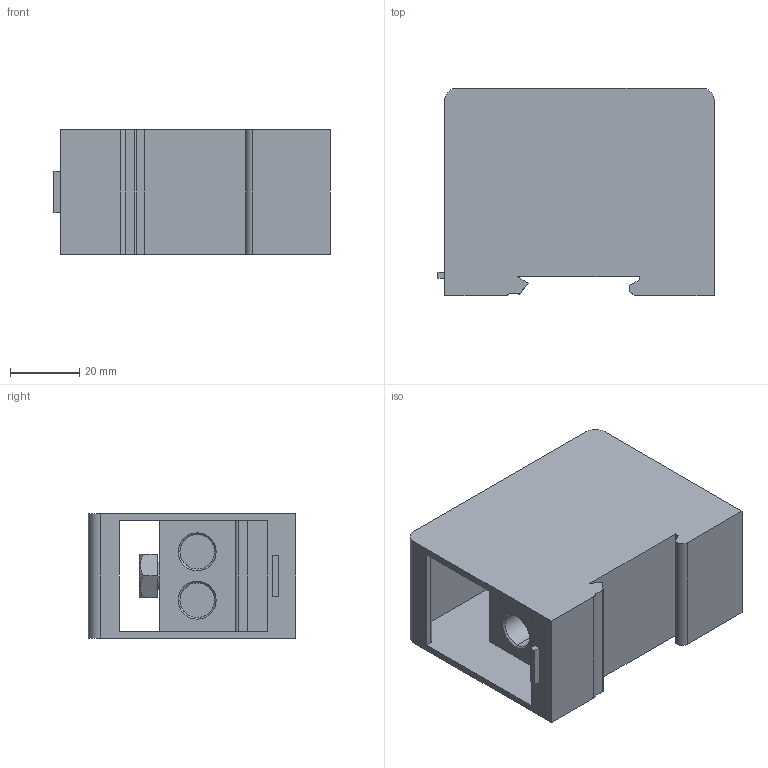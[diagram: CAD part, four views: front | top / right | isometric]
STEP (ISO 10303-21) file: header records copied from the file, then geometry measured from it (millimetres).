
FILE_DESCRIPTION((''),'2;1');
FILE_NAME('UJFX1-70B_8_10','2023-06-12T',('ASUS'),(''),'PRO/ENGINEER BY PARAMETRIC TECHNOLOGY CORPORATION, 2013230','PRO/ENGINEER BY PARAMETRIC TECHNOLOGY CORPORATION, 2013230','');
FILE_SCHEMA(('CONFIG_CONTROL_DESIGN'));
Length unit declared in the file: millimetre
Products named in the file (1): UJFX1-70B_8_10
Bounding box: 80 x 60 x 36 mm (x, y, z)
Volume: 80745.7 mm3; surface area: 31866.2 mm2
Topology: 1 solids, 2 shells, 147 faces, 413 edges, 277 vertices
Faces by surface type: cylinder 64, plane 63, bspline 12, cone 8
Entity records: 7914 total; most frequent: CARTESIAN_POINT 4222, ORIENTED_EDGE 826, DIRECTION 646, EDGE_CURVE 413, VERTEX_POINT 277, VECTOR 228, LINE 228, AXIS2_PLACEMENT_3D 209
